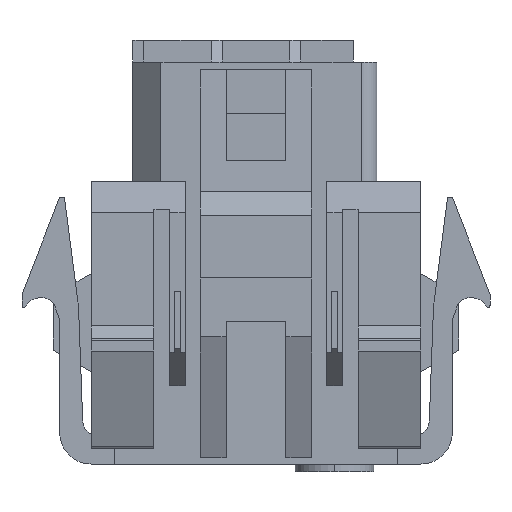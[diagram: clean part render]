
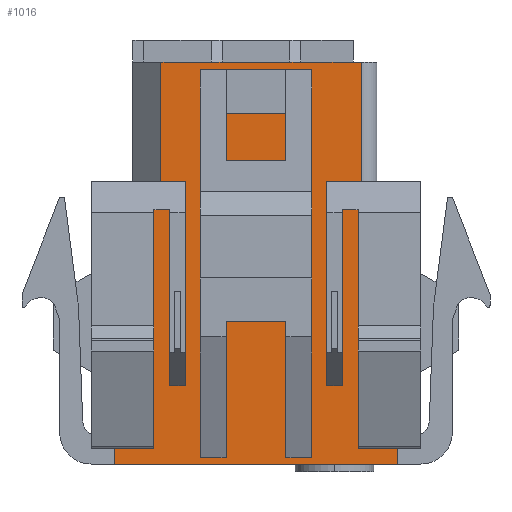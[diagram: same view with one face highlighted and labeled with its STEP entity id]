
A CAD part, left-side view. The second image highlights one B-rep face of the part: STEP entity #1016.
In plain terms, the highlighted planar face has unit normal (-1, 0, 0).
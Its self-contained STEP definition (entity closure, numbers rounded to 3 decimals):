
#816=AXIS2_PLACEMENT_3D('Plane Axis2P3D',#813,#814,#815) ;
#215=CARTESIAN_POINT('Vertex',(6.1,20.95,26.1)) ;
#218=CARTESIAN_POINT('Line Origine',(6.1,19.35,26.1)) ;
#222=CARTESIAN_POINT('Vertex',(6.1,17.75,26.1)) ;
#326=CARTESIAN_POINT('Vertex',(6.1,12.75,26.1)) ;
#353=CARTESIAN_POINT('Line Origine',(6.1,12.4,26.1)) ;
#357=CARTESIAN_POINT('Vertex',(6.1,12.05,26.1)) ;
#739=CARTESIAN_POINT('Line Origine',(6.1,17.4,26.1)) ;
#743=CARTESIAN_POINT('Vertex',(6.1,17.05,26.1)) ;
#798=CARTESIAN_POINT('Vertex',(6.1,20.95,18.5)) ;
#801=CARTESIAN_POINT('Line Origine',(6.1,20.95,22.3)) ;
#813=CARTESIAN_POINT('Axis2P3D Location',(6.1,23.9,0.)) ;
#818=CARTESIAN_POINT('Line Origine',(6.1,22.15,16.7)) ;
#822=CARTESIAN_POINT('Vertex',(6.1,23.9,16.7)) ;
#824=CARTESIAN_POINT('Vertex',(6.1,20.4,16.7)) ;
#827=CARTESIAN_POINT('Line Origine',(6.1,23.9,8.6)) ;
#831=CARTESIAN_POINT('Vertex',(6.1,23.9,0.5)) ;
#834=CARTESIAN_POINT('Line Origine',(6.1,14.9,0.5)) ;
#838=CARTESIAN_POINT('Vertex',(6.1,5.9,0.5)) ;
#841=CARTESIAN_POINT('Line Origine',(6.1,5.9,8.6)) ;
#845=CARTESIAN_POINT('Vertex',(6.1,5.9,16.7)) ;
#848=CARTESIAN_POINT('Line Origine',(6.1,7.65,16.7)) ;
#852=CARTESIAN_POINT('Vertex',(6.1,9.4,16.7)) ;
#855=CARTESIAN_POINT('Line Origine',(6.1,9.4,11.1)) ;
#859=CARTESIAN_POINT('Vertex',(6.1,9.4,5.5)) ;
#862=CARTESIAN_POINT('Line Origine',(6.1,9.9,5.5)) ;
#866=CARTESIAN_POINT('Vertex',(6.1,10.4,5.5)) ;
#869=CARTESIAN_POINT('Line Origine',(6.1,10.4,12.)) ;
#873=CARTESIAN_POINT('Vertex',(6.1,10.4,18.5)) ;
#876=CARTESIAN_POINT('Line Origine',(6.1,9.3,18.5)) ;
#880=CARTESIAN_POINT('Vertex',(6.1,8.2,18.5)) ;
#883=CARTESIAN_POINT('Line Origine',(6.1,8.2,22.3)) ;
#887=CARTESIAN_POINT('Vertex',(6.1,8.2,26.1)) ;
#890=CARTESIAN_POINT('Line Origine',(6.1,10.125,26.1)) ;
#895=CARTESIAN_POINT('Line Origine',(6.1,14.9,26.1)) ;
#900=CARTESIAN_POINT('Line Origine',(6.1,20.175,18.5)) ;
#904=CARTESIAN_POINT('Vertex',(6.1,19.4,18.5)) ;
#907=CARTESIAN_POINT('Line Origine',(6.1,19.4,12.)) ;
#911=CARTESIAN_POINT('Vertex',(6.1,19.4,5.5)) ;
#914=CARTESIAN_POINT('Line Origine',(6.1,19.9,5.5)) ;
#918=CARTESIAN_POINT('Vertex',(6.1,20.4,5.5)) ;
#921=CARTESIAN_POINT('Line Origine',(6.1,20.4,11.1)) ;
#948=CARTESIAN_POINT('Line Origine',(6.1,17.625,0.9)) ;
#952=CARTESIAN_POINT('Vertex',(6.1,18.45,0.9)) ;
#954=CARTESIAN_POINT('Vertex',(6.1,16.8,0.9)) ;
#957=CARTESIAN_POINT('Line Origine',(6.1,18.45,5.25)) ;
#961=CARTESIAN_POINT('Vertex',(6.1,18.45,9.6)) ;
#964=CARTESIAN_POINT('Line Origine',(6.1,17.625,9.6)) ;
#968=CARTESIAN_POINT('Vertex',(6.1,16.8,9.6)) ;
#971=CARTESIAN_POINT('Line Origine',(6.1,16.8,5.25)) ;
#982=CARTESIAN_POINT('Line Origine',(6.1,12.175,9.6)) ;
#986=CARTESIAN_POINT('Vertex',(6.1,13.,9.6)) ;
#988=CARTESIAN_POINT('Vertex',(6.1,11.35,9.6)) ;
#991=CARTESIAN_POINT('Line Origine',(6.1,11.35,5.25)) ;
#995=CARTESIAN_POINT('Vertex',(6.1,11.35,0.9)) ;
#998=CARTESIAN_POINT('Line Origine',(6.1,12.175,0.9)) ;
#1002=CARTESIAN_POINT('Vertex',(6.1,13.,0.9)) ;
#1005=CARTESIAN_POINT('Line Origine',(6.1,13.,5.25)) ;
#219=DIRECTION('Vector Direction',(0.,-1.,0.)) ;
#354=DIRECTION('Vector Direction',(0.,1.,0.)) ;
#740=DIRECTION('Vector Direction',(0.,1.,0.)) ;
#802=DIRECTION('Vector Direction',(0.,0.,1.)) ;
#814=DIRECTION('Axis2P3D Direction',(-1.,0.,0.)) ;
#815=DIRECTION('Axis2P3D XDirection',(0.,-1.,0.)) ;
#819=DIRECTION('Vector Direction',(0.,1.,0.)) ;
#828=DIRECTION('Vector Direction',(0.,0.,1.)) ;
#835=DIRECTION('Vector Direction',(0.,-1.,0.)) ;
#842=DIRECTION('Vector Direction',(0.,0.,1.)) ;
#849=DIRECTION('Vector Direction',(0.,1.,0.)) ;
#856=DIRECTION('Vector Direction',(0.,0.,-1.)) ;
#863=DIRECTION('Vector Direction',(0.,1.,0.)) ;
#870=DIRECTION('Vector Direction',(0.,0.,-1.)) ;
#877=DIRECTION('Vector Direction',(0.,1.,0.)) ;
#884=DIRECTION('Vector Direction',(0.,0.,1.)) ;
#891=DIRECTION('Vector Direction',(0.,-1.,0.)) ;
#896=DIRECTION('Vector Direction',(0.,-1.,0.)) ;
#901=DIRECTION('Vector Direction',(0.,1.,0.)) ;
#908=DIRECTION('Vector Direction',(0.,0.,-1.)) ;
#915=DIRECTION('Vector Direction',(0.,1.,0.)) ;
#922=DIRECTION('Vector Direction',(0.,0.,-1.)) ;
#949=DIRECTION('Vector Direction',(0.,-1.,0.)) ;
#958=DIRECTION('Vector Direction',(0.,0.,-1.)) ;
#965=DIRECTION('Vector Direction',(0.,-1.,0.)) ;
#972=DIRECTION('Vector Direction',(0.,0.,-1.)) ;
#983=DIRECTION('Vector Direction',(0.,-1.,0.)) ;
#992=DIRECTION('Vector Direction',(0.,0.,-1.)) ;
#999=DIRECTION('Vector Direction',(0.,-1.,0.)) ;
#1006=DIRECTION('Vector Direction',(0.,0.,-1.)) ;
#220=VECTOR('Line Direction',#219,1.) ;
#355=VECTOR('Line Direction',#354,1.) ;
#741=VECTOR('Line Direction',#740,1.) ;
#803=VECTOR('Line Direction',#802,1.) ;
#820=VECTOR('Line Direction',#819,1.) ;
#829=VECTOR('Line Direction',#828,1.) ;
#836=VECTOR('Line Direction',#835,1.) ;
#843=VECTOR('Line Direction',#842,1.) ;
#850=VECTOR('Line Direction',#849,1.) ;
#857=VECTOR('Line Direction',#856,1.) ;
#864=VECTOR('Line Direction',#863,1.) ;
#871=VECTOR('Line Direction',#870,1.) ;
#878=VECTOR('Line Direction',#877,1.) ;
#885=VECTOR('Line Direction',#884,1.) ;
#892=VECTOR('Line Direction',#891,1.) ;
#897=VECTOR('Line Direction',#896,1.) ;
#902=VECTOR('Line Direction',#901,1.) ;
#909=VECTOR('Line Direction',#908,1.) ;
#916=VECTOR('Line Direction',#915,1.) ;
#923=VECTOR('Line Direction',#922,1.) ;
#950=VECTOR('Line Direction',#949,1.) ;
#959=VECTOR('Line Direction',#958,1.) ;
#966=VECTOR('Line Direction',#965,1.) ;
#973=VECTOR('Line Direction',#972,1.) ;
#984=VECTOR('Line Direction',#983,1.) ;
#993=VECTOR('Line Direction',#992,1.) ;
#1000=VECTOR('Line Direction',#999,1.) ;
#1007=VECTOR('Line Direction',#1006,1.) ;
#927=ORIENTED_EDGE('',*,*,#826,.F.) ;
#928=ORIENTED_EDGE('',*,*,#833,.F.) ;
#929=ORIENTED_EDGE('',*,*,#840,.T.) ;
#930=ORIENTED_EDGE('',*,*,#847,.T.) ;
#931=ORIENTED_EDGE('',*,*,#854,.T.) ;
#932=ORIENTED_EDGE('',*,*,#861,.F.) ;
#933=ORIENTED_EDGE('',*,*,#868,.T.) ;
#934=ORIENTED_EDGE('',*,*,#875,.T.) ;
#935=ORIENTED_EDGE('',*,*,#882,.F.) ;
#936=ORIENTED_EDGE('',*,*,#889,.T.) ;
#937=ORIENTED_EDGE('',*,*,#894,.F.) ;
#938=ORIENTED_EDGE('',*,*,#359,.F.) ;
#939=ORIENTED_EDGE('',*,*,#899,.F.) ;
#940=ORIENTED_EDGE('',*,*,#745,.F.) ;
#941=ORIENTED_EDGE('',*,*,#224,.F.) ;
#942=ORIENTED_EDGE('',*,*,#805,.F.) ;
#943=ORIENTED_EDGE('',*,*,#906,.T.) ;
#944=ORIENTED_EDGE('',*,*,#913,.F.) ;
#945=ORIENTED_EDGE('',*,*,#920,.F.) ;
#946=ORIENTED_EDGE('',*,*,#925,.T.) ;
#977=ORIENTED_EDGE('',*,*,#956,.F.) ;
#978=ORIENTED_EDGE('',*,*,#963,.T.) ;
#979=ORIENTED_EDGE('',*,*,#970,.T.) ;
#980=ORIENTED_EDGE('',*,*,#975,.F.) ;
#1011=ORIENTED_EDGE('',*,*,#990,.T.) ;
#1012=ORIENTED_EDGE('',*,*,#997,.F.) ;
#1013=ORIENTED_EDGE('',*,*,#1004,.F.) ;
#1014=ORIENTED_EDGE('',*,*,#1009,.T.) ;
#981=FACE_BOUND('',#976,.T.) ;
#1015=FACE_BOUND('',#1010,.T.) ;
#1016=ADVANCED_FACE('Hauptkoerper',(#947,#981,#1015),#817,.T.) ;
#224=EDGE_CURVE('',#216,#223,#221,.T.) ;
#359=EDGE_CURVE('',#327,#358,#356,.F.) ;
#745=EDGE_CURVE('',#223,#744,#742,.F.) ;
#805=EDGE_CURVE('',#799,#216,#804,.T.) ;
#826=EDGE_CURVE('',#823,#825,#821,.F.) ;
#833=EDGE_CURVE('',#832,#823,#830,.T.) ;
#840=EDGE_CURVE('',#832,#839,#837,.T.) ;
#847=EDGE_CURVE('',#839,#846,#844,.T.) ;
#854=EDGE_CURVE('',#846,#853,#851,.T.) ;
#861=EDGE_CURVE('',#860,#853,#858,.F.) ;
#868=EDGE_CURVE('',#860,#867,#865,.T.) ;
#875=EDGE_CURVE('',#867,#874,#872,.F.) ;
#882=EDGE_CURVE('',#881,#874,#879,.T.) ;
#889=EDGE_CURVE('',#881,#888,#886,.T.) ;
#894=EDGE_CURVE('',#358,#888,#893,.T.) ;
#899=EDGE_CURVE('',#744,#327,#898,.T.) ;
#906=EDGE_CURVE('',#799,#905,#903,.F.) ;
#913=EDGE_CURVE('',#912,#905,#910,.F.) ;
#920=EDGE_CURVE('',#919,#912,#917,.F.) ;
#925=EDGE_CURVE('',#919,#825,#924,.F.) ;
#956=EDGE_CURVE('',#953,#955,#951,.T.) ;
#963=EDGE_CURVE('',#953,#962,#960,.F.) ;
#970=EDGE_CURVE('',#962,#969,#967,.T.) ;
#975=EDGE_CURVE('',#955,#969,#974,.F.) ;
#990=EDGE_CURVE('',#987,#989,#985,.T.) ;
#997=EDGE_CURVE('',#996,#989,#994,.F.) ;
#1004=EDGE_CURVE('',#1003,#996,#1001,.T.) ;
#1009=EDGE_CURVE('',#1003,#987,#1008,.F.) ;
#926=EDGE_LOOP('',(#927,#928,#929,#930,#931,#932,#933,#934,#935,#936,#937,#938,#939,#940,#941,#942,#943,#944,#945,#946)) ;
#976=EDGE_LOOP('',(#977,#978,#979,#980)) ;
#1010=EDGE_LOOP('',(#1011,#1012,#1013,#1014)) ;
#947=FACE_OUTER_BOUND('',#926,.T.) ;
#221=LINE('Line',#218,#220) ;
#356=LINE('Line',#353,#355) ;
#742=LINE('Line',#739,#741) ;
#804=LINE('Line',#801,#803) ;
#821=LINE('Line',#818,#820) ;
#830=LINE('Line',#827,#829) ;
#837=LINE('Line',#834,#836) ;
#844=LINE('Line',#841,#843) ;
#851=LINE('Line',#848,#850) ;
#858=LINE('Line',#855,#857) ;
#865=LINE('Line',#862,#864) ;
#872=LINE('Line',#869,#871) ;
#879=LINE('Line',#876,#878) ;
#886=LINE('Line',#883,#885) ;
#893=LINE('Line',#890,#892) ;
#898=LINE('Line',#895,#897) ;
#903=LINE('Line',#900,#902) ;
#910=LINE('Line',#907,#909) ;
#917=LINE('Line',#914,#916) ;
#924=LINE('Line',#921,#923) ;
#951=LINE('Line',#948,#950) ;
#960=LINE('Line',#957,#959) ;
#967=LINE('Line',#964,#966) ;
#974=LINE('Line',#971,#973) ;
#985=LINE('Line',#982,#984) ;
#994=LINE('Line',#991,#993) ;
#1001=LINE('Line',#998,#1000) ;
#1008=LINE('Line',#1005,#1007) ;
#817=PLANE('',#816) ;
#216=VERTEX_POINT('',#215) ;
#223=VERTEX_POINT('',#222) ;
#327=VERTEX_POINT('',#326) ;
#358=VERTEX_POINT('',#357) ;
#744=VERTEX_POINT('',#743) ;
#799=VERTEX_POINT('',#798) ;
#823=VERTEX_POINT('',#822) ;
#825=VERTEX_POINT('',#824) ;
#832=VERTEX_POINT('',#831) ;
#839=VERTEX_POINT('',#838) ;
#846=VERTEX_POINT('',#845) ;
#853=VERTEX_POINT('',#852) ;
#860=VERTEX_POINT('',#859) ;
#867=VERTEX_POINT('',#866) ;
#874=VERTEX_POINT('',#873) ;
#881=VERTEX_POINT('',#880) ;
#888=VERTEX_POINT('',#887) ;
#905=VERTEX_POINT('',#904) ;
#912=VERTEX_POINT('',#911) ;
#919=VERTEX_POINT('',#918) ;
#953=VERTEX_POINT('',#952) ;
#955=VERTEX_POINT('',#954) ;
#962=VERTEX_POINT('',#961) ;
#969=VERTEX_POINT('',#968) ;
#987=VERTEX_POINT('',#986) ;
#989=VERTEX_POINT('',#988) ;
#996=VERTEX_POINT('',#995) ;
#1003=VERTEX_POINT('',#1002) ;
